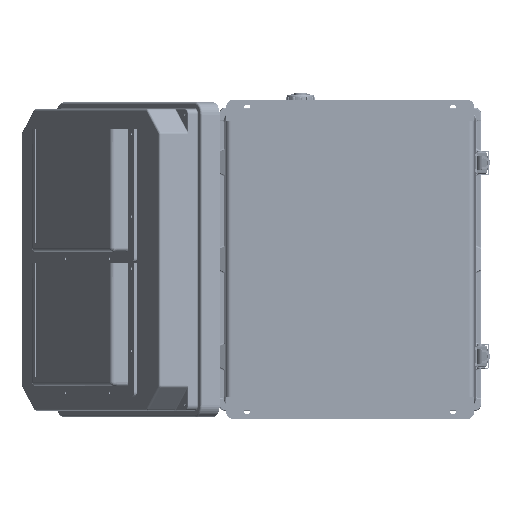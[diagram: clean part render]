
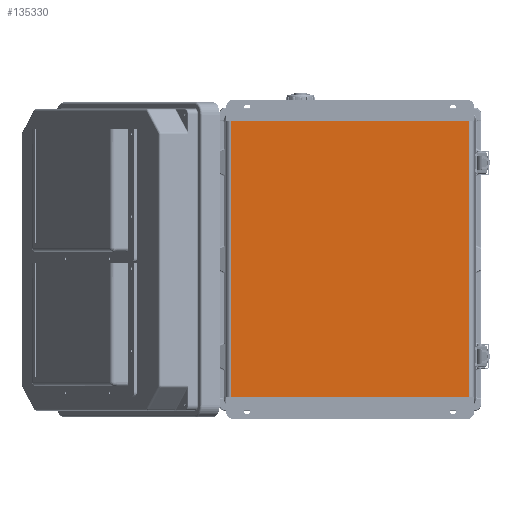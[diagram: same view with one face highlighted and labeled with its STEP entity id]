
A CAD part, front view. The second image highlights one B-rep face of the part: STEP entity #135330.
In plain terms, the highlighted planar face has unit normal (0, -1, 0).
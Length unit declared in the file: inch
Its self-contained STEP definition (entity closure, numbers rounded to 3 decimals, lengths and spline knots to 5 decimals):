
#3360 = CARTESIAN_POINT ( 'NONE',  ( -5.78771, 0.05906, -1.04331 ) ) ;
#9490 = VERTEX_POINT ( 'NONE', #165796 ) ;
#15539 = ORIENTED_EDGE ( 'NONE', *, *, #45406, .F. ) ;
#15949 = DIRECTION ( 'NONE',  ( 0., 0., 1. ) ) ;
#16167 = LINE ( 'NONE', #20054, #73741 ) ;
#20054 = CARTESIAN_POINT ( 'NONE',  ( 6.11811, 0.05906, -1.04331 ) ) ;
#20337 = DIRECTION ( 'NONE',  ( -1., 0., 0. ) ) ;
#23988 = LINE ( 'NONE', #123675, #115251 ) ;
#30970 = LINE ( 'NONE', #3360, #57489 ) ;
#31482 = PLANE ( 'NONE',  #70657 ) ;
#44650 = CARTESIAN_POINT ( 'NONE',  ( 6.11811, 0.05906, -14.4685 ) ) ;
#45406 = EDGE_CURVE ( 'NONE', #48374, #56083, #124122, .T. ) ;
#48374 = VERTEX_POINT ( 'NONE', #142207 ) ;
#56083 = VERTEX_POINT ( 'NONE', #108942 ) ;
#57489 = VECTOR ( 'NONE', #15949, 39.37008 ) ;
#65076 = ORIENTED_EDGE ( 'NONE', *, *, #113300, .T. ) ;
#66606 = CARTESIAN_POINT ( 'NONE',  ( 5.78771, 0.05906, -1.04331 ) ) ;
#70657 = AXIS2_PLACEMENT_3D ( 'NONE', #96785, #95961, #81751 ) ;
#71939 = DIRECTION ( 'NONE',  ( -1., 0., 0. ) ) ;
#73741 = VECTOR ( 'NONE', #71939, 39.37008 ) ;
#81751 = DIRECTION ( 'NONE',  ( 0., 0., 1. ) ) ;
#86758 = EDGE_CURVE ( 'NONE', #48374, #89349, #23988, .T. ) ;
#87640 = ORIENTED_EDGE ( 'NONE', *, *, #150388, .F. ) ;
#88770 = ORIENTED_EDGE ( 'NONE', *, *, #86758, .T. ) ;
#89349 = VERTEX_POINT ( 'NONE', #66606 ) ;
#95961 = DIRECTION ( 'NONE',  ( 0., 1., 0. ) ) ;
#96785 = CARTESIAN_POINT ( 'NONE',  ( 6.11811, 0.05906, -1.04331 ) ) ;
#108942 = CARTESIAN_POINT ( 'NONE',  ( -5.78771, 0.05906, -14.4685 ) ) ;
#111126 = DIRECTION ( 'NONE',  ( 0., 0., 1. ) ) ;
#113300 = EDGE_CURVE ( 'NONE', #89349, #9490, #16167, .T. ) ;
#115251 = VECTOR ( 'NONE', #111126, 39.37008 ) ;
#120360 = VECTOR ( 'NONE', #20337, 39.37008 ) ;
#123675 = CARTESIAN_POINT ( 'NONE',  ( 5.78771, 0.05906, -1.04331 ) ) ;
#124122 = LINE ( 'NONE', #44650, #120360 ) ;
#132011 = EDGE_LOOP ( 'NONE', ( #87640, #15539, #88770, #65076 ) ) ;
#135330 = ADVANCED_FACE ( 'NONE', ( #144631 ), #31482, .F. ) ;
#142207 = CARTESIAN_POINT ( 'NONE',  ( 5.78771, 0.05906, -14.4685 ) ) ;
#144631 = FACE_OUTER_BOUND ( 'NONE', #132011, .T. ) ;
#150388 = EDGE_CURVE ( 'NONE', #56083, #9490, #30970, .T. ) ;
#165796 = CARTESIAN_POINT ( 'NONE',  ( -5.78771, 0.05906, -1.04331 ) ) ;
